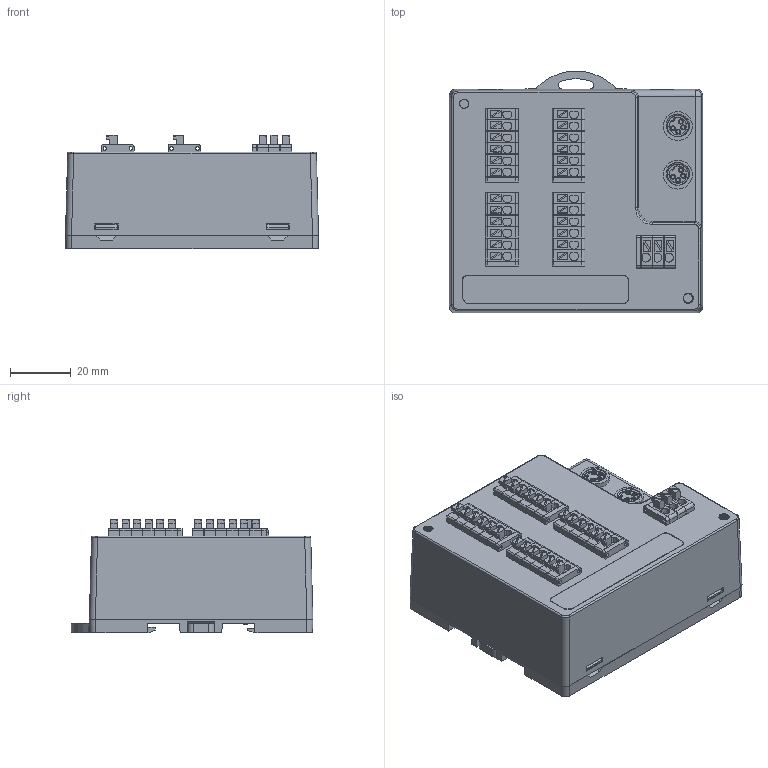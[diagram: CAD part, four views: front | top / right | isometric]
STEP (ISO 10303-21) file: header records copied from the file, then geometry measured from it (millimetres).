
FILE_DESCRIPTION(/* description */ (''),/* implementation_level */ '2;1');
FILE_NAME(/* name */ 'EC5-I08B.stp',/* time_stamp */ '2024-02-27T16:35:38+08:00',/* author */ (''),/* organization */ (''),/* preprocessor_version */ 'ST-DEVELOPER v14',/* originating_system */ 'SIEMENS PLM Software NX 8.0',/* authorisation */ '');
FILE_SCHEMA (('AUTOMOTIVE_DESIGN { 1 0 10303 214 3 1 1 1 }'));
Length unit declared in the file: millimetre
Products named in the file (1): Admi1CB49E09hnft
Bounding box: 83.42 x 79.71 x 37.3 mm (x, y, z)
Volume: 172705.2 mm3; surface area: 31811.4 mm2
Topology: 3 solids, 7 shells, 1091 faces, 2852 edges, 1899 vertices
Faces by surface type: plane 767, cylinder 285, bspline 18, cone 16, torus 4, sphere 1
Full cylindrical faces by diameter (mm): 1.168 x32, 1.178 x32, 1.2 x8, 1.5 x8, 3 x34, 8.6 x4, 9.5 x6
Entity records: 45266 total; most frequent: CARTESIAN_POINT 18766, ORIENTED_EDGE 5242, DIRECTION 5177, EDGE_CURVE 2621, LINE 2029, VECTOR 2029, VERTEX_POINT 1805, AXIS2_PLACEMENT_3D 1574
